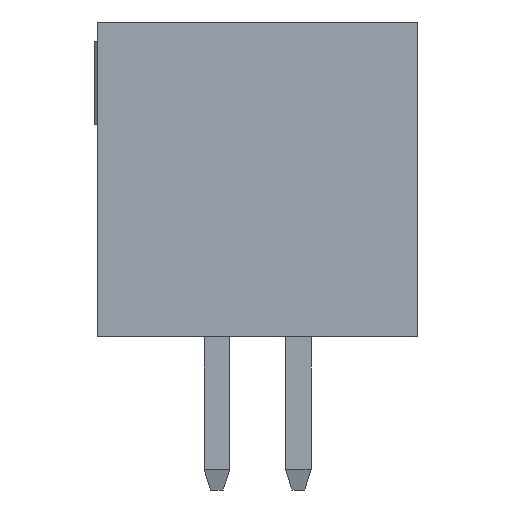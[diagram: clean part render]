
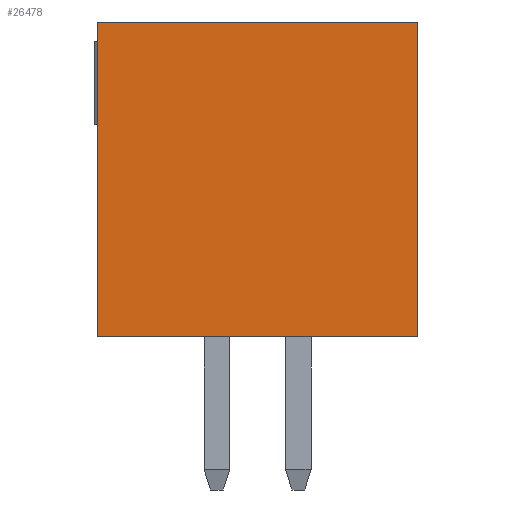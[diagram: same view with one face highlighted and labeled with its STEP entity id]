
A CAD part, front view. The second image highlights one B-rep face of the part: STEP entity #26478.
In plain terms, the highlighted face is planar.
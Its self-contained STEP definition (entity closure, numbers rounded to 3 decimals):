
#1131=ORIENTED_EDGE('',*,*,#6143,.F.);
#1132=ORIENTED_EDGE('',*,*,#6144,.F.);
#1133=ORIENTED_EDGE('',*,*,#6145,.T.);
#1134=ORIENTED_EDGE('',*,*,#6146,.T.);
#6143=EDGE_CURVE('',#8636,#8637,#10475,.T.);
#6144=EDGE_CURVE('',#8638,#8636,#10476,.T.);
#6145=EDGE_CURVE('',#8638,#8639,#10477,.T.);
#6146=EDGE_CURVE('',#8639,#8637,#10478,.T.);
#8636=VERTEX_POINT('',#34852);
#8637=VERTEX_POINT('',#34853);
#8638=VERTEX_POINT('',#34855);
#8639=VERTEX_POINT('',#34857);
#10475=LINE('',#34851,#13171);
#10476=LINE('',#34854,#13172);
#10477=LINE('',#34856,#13173);
#10478=LINE('',#34858,#13174);
#13171=VECTOR('',#29647,1000.);
#13172=VECTOR('',#29648,1000.);
#13173=VECTOR('',#29649,1000.);
#13174=VECTOR('',#29650,1000.);
#15364=EDGE_LOOP('',(#1131,#1132,#1133,#1134));
#16508=FACE_BOUND('',#15364,.T.);
#17652=PLANE('',#27588);
#26478=ADVANCED_FACE('',(#16508),#17652,.T.);
#27588=AXIS2_PLACEMENT_3D('',#34850,#29645,#29646);
#29645=DIRECTION('',(1.,0.,0.));
#29646=DIRECTION('',(0.,0.,-1.));
#29647=DIRECTION('',(0.,0.,-1.));
#29648=DIRECTION('',(0.,1.,0.));
#29649=DIRECTION('',(0.,0.,-1.));
#29650=DIRECTION('',(0.,1.,0.));
#34850=CARTESIAN_POINT('',(15.875,-2.5,2.45));
#34851=CARTESIAN_POINT('',(15.875,2.5,2.45));
#34852=CARTESIAN_POINT('',(15.875,2.5,2.45));
#34853=CARTESIAN_POINT('',(15.875,2.5,-2.45));
#34854=CARTESIAN_POINT('',(15.875,-2.5,2.45));
#34855=CARTESIAN_POINT('',(15.875,-2.5,2.45));
#34856=CARTESIAN_POINT('',(15.875,-2.5,2.45));
#34857=CARTESIAN_POINT('',(15.875,-2.5,-2.45));
#34858=CARTESIAN_POINT('',(15.875,-2.5,-2.45));
